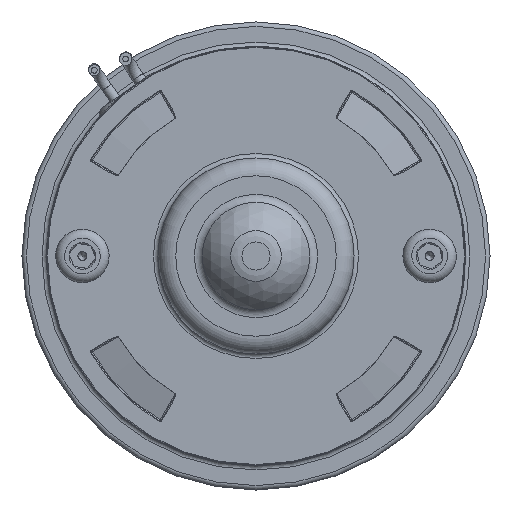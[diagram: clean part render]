
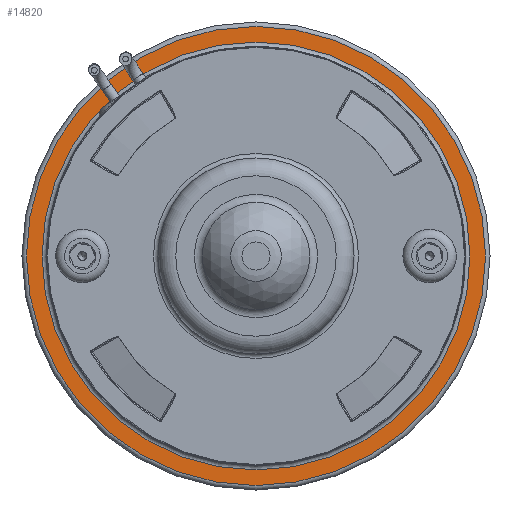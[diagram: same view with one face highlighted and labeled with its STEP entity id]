
A CAD part, front view. The second image highlights one B-rep face of the part: STEP entity #14820.
In plain terms, the highlighted planar face has unit normal (0, -1, 0).
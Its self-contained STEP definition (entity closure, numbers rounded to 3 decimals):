
#2565=PLANE('',#16510);
#2889=FACE_BOUND('',#4680,.T.);
#3586=FACE_OUTER_BOUND('',#4679,.T.);
#4679=EDGE_LOOP('',(#12527));
#4680=EDGE_LOOP('',(#12528));
#5732=CIRCLE('',#16509,48.);
#5733=CIRCLE('',#16511,51.5);
#7041=VERTEX_POINT('',#26475);
#7042=VERTEX_POINT('',#26478);
#8976=EDGE_CURVE('',#7041,#7041,#5732,.T.);
#8977=EDGE_CURVE('',#7042,#7042,#5733,.T.);
#12527=ORIENTED_EDGE('',*,*,#8977,.F.);
#12528=ORIENTED_EDGE('',*,*,#8976,.F.);
#14820=ADVANCED_FACE('',(#3586,#2889),#2565,.F.);
#16509=AXIS2_PLACEMENT_3D('',#26476,#20571,#20572);
#16510=AXIS2_PLACEMENT_3D('',#26477,#20573,#20574);
#16511=AXIS2_PLACEMENT_3D('',#26479,#20575,#20576);
#20571=DIRECTION('center_axis',(0.,-1.,0.));
#20572=DIRECTION('ref_axis',(-1.,0.,0.));
#20573=DIRECTION('center_axis',(0.,1.,0.));
#20574=DIRECTION('ref_axis',(0.,0.,1.));
#20575=DIRECTION('center_axis',(0.,1.,0.));
#20576=DIRECTION('ref_axis',(-1.,0.,0.));
#26475=CARTESIAN_POINT('',(48.,-0.714,0.));
#26476=CARTESIAN_POINT('Origin',(0.,-0.714,0.));
#26477=CARTESIAN_POINT('Origin',(0.,-0.714,
0.));
#26478=CARTESIAN_POINT('',(51.5,-0.714,0.));
#26479=CARTESIAN_POINT('Origin',(0.,-0.714,0.));
